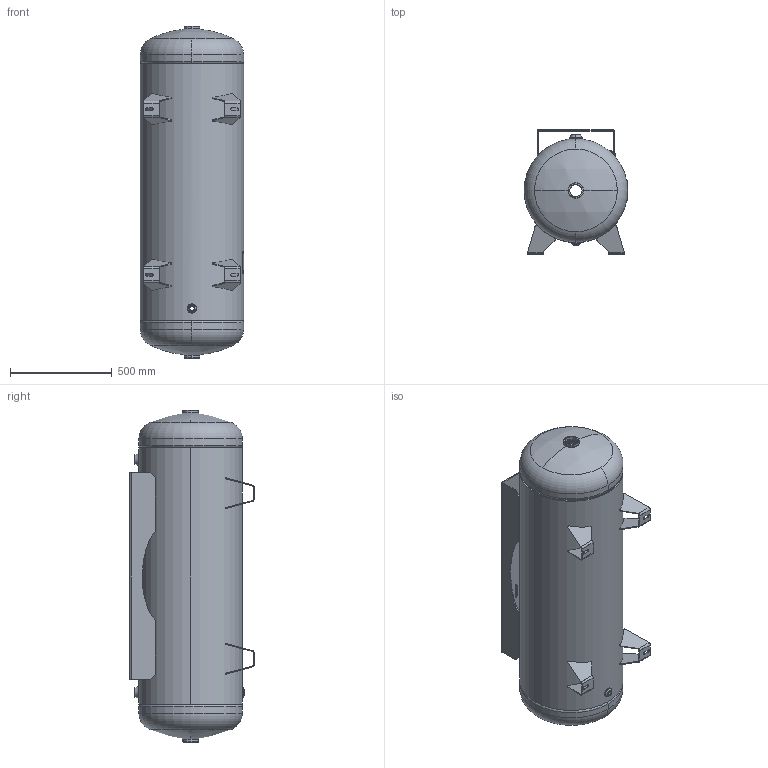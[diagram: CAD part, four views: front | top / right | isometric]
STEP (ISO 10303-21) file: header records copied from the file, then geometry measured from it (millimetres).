
FILE_DESCRIPTION (( 'STEP AP203' ), '1' );
FILE_NAME ('302478.STEP', '2012-03-06T16:28:37', ( '' ), ( '' ), 'SwSTEP 2.0', 'SolidWorks 2011', '' );
FILE_SCHEMA (( 'CONFIG_CONTROL_DESIGN' ));
Length unit declared in the file: inch
Products named in the file (1): 302478
Bounding box: 509.02 x 609.22 x 1629.56 mm (x, y, z)
Surface area: 6232197.2 mm2 (no closed solid volume)
Topology: 0 solids, 23 shells, 367 faces, 930 edges, 580 vertices
Faces by surface type: plane 148, cylinder 139, torus 62, bspline 14, sphere 4
Full cylindrical faces by diameter (mm): 496.468 x1, 508 x1
Entity records: 13553 total; most frequent: CARTESIAN_POINT 4492, DIRECTION 1992, ORIENTED_EDGE 1740, EDGE_CURVE 930, AXIS2_PLACEMENT_3D 776, VERTEX_POINT 580, LINE 440, VECTOR 440
